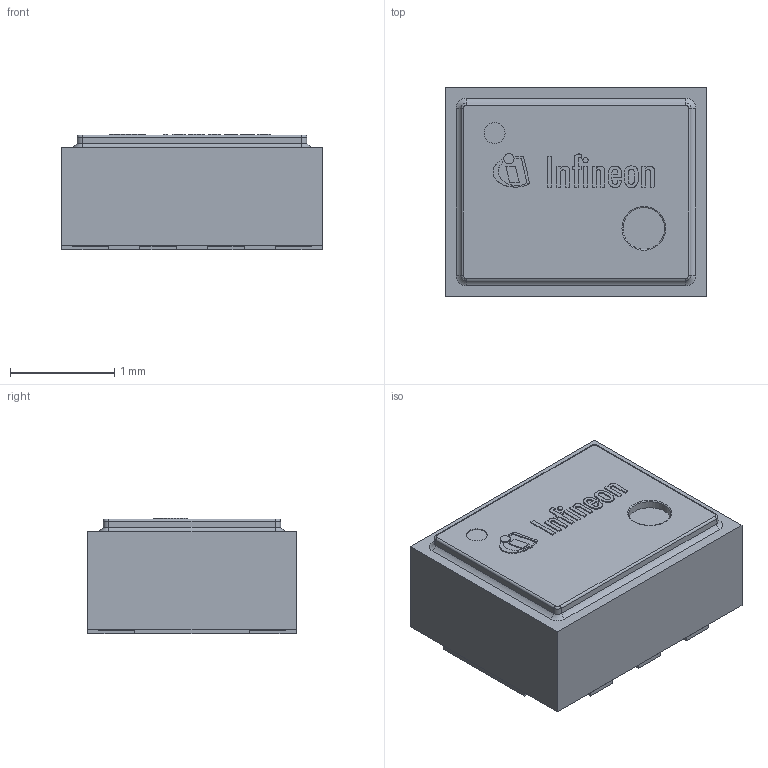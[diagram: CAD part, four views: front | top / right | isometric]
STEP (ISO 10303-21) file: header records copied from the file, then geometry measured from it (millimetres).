
FILE_DESCRIPTION(/* description */ (''),/* implementation_level */ '2;1');
FILE_NAME(/* name */ 'PG-VLGA-8-2_Z8B00187549_V01_3D.stp',/* time_stamp */ '2019-08-01T14:11:20+06:00',/* author */ ('janartha'),/* organization */ (''),/* preprocessor_version */ 'ST-DEVELOPER v16.13',/* originating_system */ 'AutoCAD Mechanical',/* authorisation */ '');
FILE_SCHEMA (('AUTOMOTIVE_DESIGN { 1 0 10303 214 3 1 1 }'));
Length unit declared in the file: millimetre
Products named in the file (1): Product
Bounding box: 2.5 x 2 x 1.11 mm (x, y, z)
Volume: 5.3 mm3; surface area: 44.9 mm2
Topology: 26 solids, 26 shells, 235 faces, 537 edges, 355 vertices
Faces by surface type: plane 187, cylinder 21, bspline 18, torus 9
Full cylindrical faces by diameter (mm): 0.049 x1, 0.098 x1, 0.2 x4, 0.4 x1
Entity records: 6835 total; most frequent: CARTESIAN_POINT 1588, ORIENTED_EDGE 1058, DIRECTION 984, EDGE_CURVE 529, LINE 438, VECTOR 438, VERTEX_POINT 355, AXIS2_PLACEMENT_3D 273
